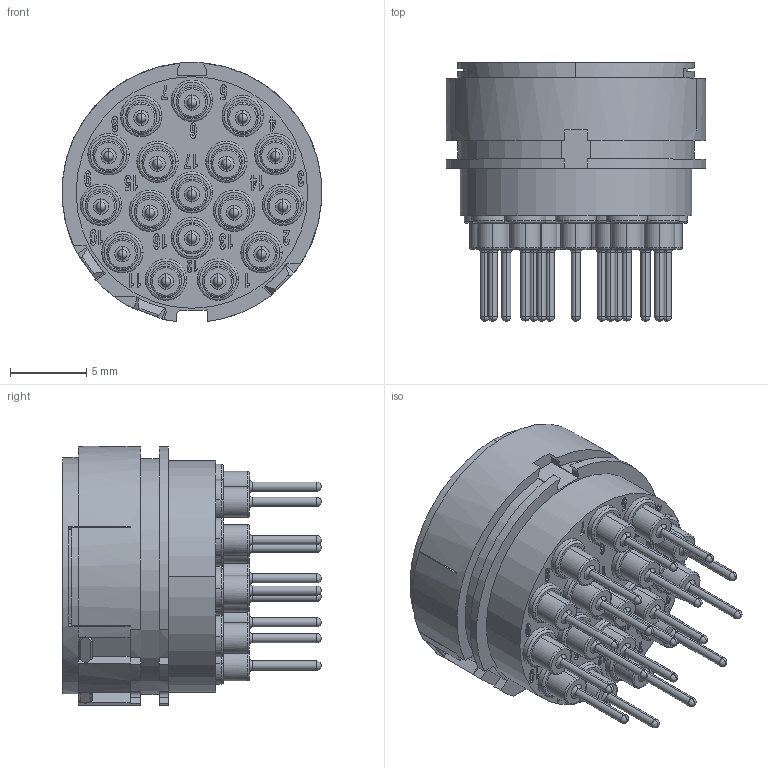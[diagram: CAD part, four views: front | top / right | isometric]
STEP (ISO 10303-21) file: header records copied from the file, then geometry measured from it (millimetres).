
FILE_DESCRIPTION((''),'2;1');
FILE_NAME('HR23-017-MST','2017-07-24T',('tc.chen'),(''),'PRO/ENGINEER BY PARAMETRIC TECHNOLOGY CORPORATION, 2012480','PRO/ENGINEER BY PARAMETRIC TECHNOLOGY CORPORATION, 2012480','');
FILE_SCHEMA(('AUTOMOTIVE_DESIGN { 1 0 10303 214 1 1 1 1 }'));
Length unit declared in the file: millimetre
Products named in the file (1): HR23-017-MST
Bounding box: 16.96 x 16.9 x 16.94 mm (x, y, z)
Volume: 1841.9 mm3; surface area: 4650.9 mm2
Topology: 1 solids, 1 shells, 1975 faces, 5534 edges, 3594 vertices
Faces by surface type: plane 795, extrusion 496, cylinder 370, torus 161, cone 119, sphere 34
Entity records: 66331 total; most frequent: CARTESIAN_POINT 16625, ORIENTED_EDGE 10932, DIRECTION 9226, EDGE_CURVE 5466, VERTEX_POINT 3594, VECTOR 3178, AXIS2_PLACEMENT_3D 3024, LINE 2682
